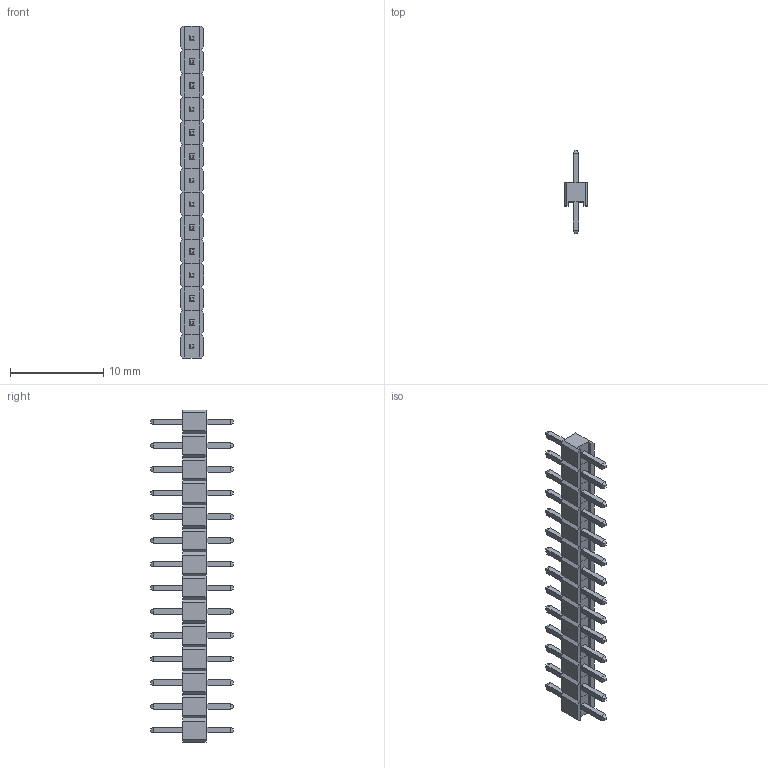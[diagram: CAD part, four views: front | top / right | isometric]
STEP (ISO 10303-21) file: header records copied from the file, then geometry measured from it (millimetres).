
FILE_DESCRIPTION (( 'STEP AP214' ), '1' );
FILE_NAME ('Pin Header 14 Way.STEP', '2025-06-30T14:09:13', ( '' ), ( '' ), 'SwSTEP 2.0', 'SolidWorks 2025', '' );
FILE_SCHEMA (( 'AUTOMOTIVE_DESIGN' ));
Length unit declared in the file: millimetre
Products named in the file (1): Pin Header 14 Way
Bounding box: 2.54 x 8.88 x 35.56 mm (x, y, z)
Volume: 227.2 mm3; surface area: 732.6 mm2
Topology: 14 solids, 14 shells, 448 faces, 1064 edges, 672 vertices
Faces by surface type: plane 448
Entity records: 17560 total; most frequent: CARTESIAN_POINT 2185, ORIENTED_EDGE 2128, DIRECTION 1962, VECTOR 1064, LINE 1064, EDGE_CURVE 1064, VERTEX_POINT 672, EDGE_LOOP 476
